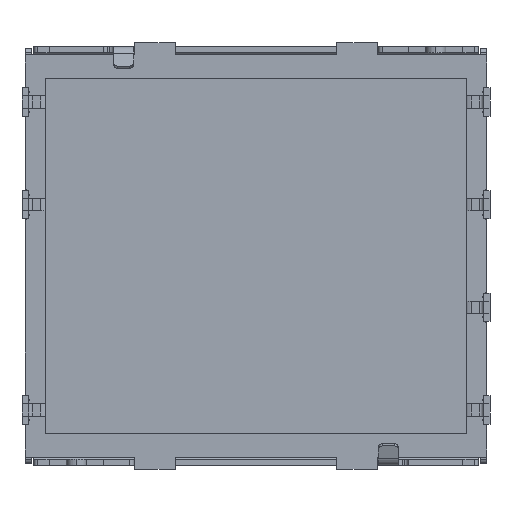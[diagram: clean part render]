
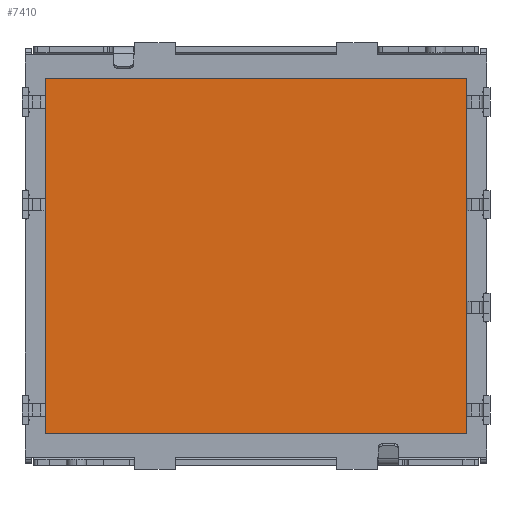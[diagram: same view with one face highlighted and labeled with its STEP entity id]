
A CAD part, front view. The second image highlights one B-rep face of the part: STEP entity #7410.
In plain terms, the highlighted planar face has unit normal (0, -1, 0).
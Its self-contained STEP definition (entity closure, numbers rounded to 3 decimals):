
#311 = EDGE_CURVE ( 'NONE', #5672, #19397, #4734, .T. ) ;
#374 = VECTOR ( 'NONE', #20276, 1000. ) ;
#1291 = DIRECTION ( 'NONE',  ( 0., 1., 0. ) ) ;
#1616 = VERTEX_POINT ( 'NONE', #4559 ) ;
#2425 = VECTOR ( 'NONE', #5761, 1000. ) ;
#2743 = ORIENTED_EDGE ( 'NONE', *, *, #311, .F. ) ;
#2787 = EDGE_CURVE ( 'NONE', #1616, #6521, #12887, .T. ) ;
#3177 = FACE_OUTER_BOUND ( 'NONE', #3201, .T. ) ;
#3201 = EDGE_LOOP ( 'NONE', ( #9493, #2743, #8502, #5777 ) ) ;
#4079 = DIRECTION ( 'NONE',  ( 1., 0., 0. ) ) ;
#4233 = LINE ( 'NONE', #9408, #8480 ) ;
#4475 = PLANE ( 'NONE',  #16143 ) ;
#4559 = CARTESIAN_POINT ( 'NONE',  ( -10.43, 0.7, 8.8 ) ) ;
#4734 = LINE ( 'NONE', #12972, #374 ) ;
#5672 = VERTEX_POINT ( 'NONE', #10402 ) ;
#5761 = DIRECTION ( 'NONE',  ( 0., 0., -1. ) ) ;
#5777 = ORIENTED_EDGE ( 'NONE', *, *, #2787, .F. ) ;
#6521 = VERTEX_POINT ( 'NONE', #16239 ) ;
#6714 = LINE ( 'NONE', #16822, #2425 ) ;
#7410 = ADVANCED_FACE ( 'NONE', ( #3177 ), #4475, .F. ) ;
#8108 = VECTOR ( 'NONE', #4079, 1000. ) ;
#8480 = VECTOR ( 'NONE', #9478, 1000. ) ;
#8502 = ORIENTED_EDGE ( 'NONE', *, *, #9959, .F. ) ;
#8684 = CARTESIAN_POINT ( 'NONE',  ( -10.43, 0.7, -8.8 ) ) ;
#9408 = CARTESIAN_POINT ( 'NONE',  ( -10.43, 0.7, -8.8 ) ) ;
#9478 = DIRECTION ( 'NONE',  ( 0., 0., 1. ) ) ;
#9493 = ORIENTED_EDGE ( 'NONE', *, *, #13876, .F. ) ;
#9959 = EDGE_CURVE ( 'NONE', #6521, #5672, #6714, .T. ) ;
#10402 = CARTESIAN_POINT ( 'NONE',  ( 10.43, 0.7, -8.8 ) ) ;
#10906 = CARTESIAN_POINT ( 'NONE',  ( 0., 0.7, 0. ) ) ;
#12557 = DIRECTION ( 'NONE',  ( 0., 0., 1. ) ) ;
#12887 = LINE ( 'NONE', #15125, #8108 ) ;
#12972 = CARTESIAN_POINT ( 'NONE',  ( -10.43, 0.7, -8.8 ) ) ;
#13876 = EDGE_CURVE ( 'NONE', #19397, #1616, #4233, .T. ) ;
#15125 = CARTESIAN_POINT ( 'NONE',  ( -10.43, 0.7, 8.8 ) ) ;
#16143 = AXIS2_PLACEMENT_3D ( 'NONE', #10906, #1291, #12557 ) ;
#16239 = CARTESIAN_POINT ( 'NONE',  ( 10.43, 0.7, 8.8 ) ) ;
#16822 = CARTESIAN_POINT ( 'NONE',  ( 10.43, 0.7, -8.8 ) ) ;
#19397 = VERTEX_POINT ( 'NONE', #8684 ) ;
#20276 = DIRECTION ( 'NONE',  ( -1., 0., 0. ) ) ;
